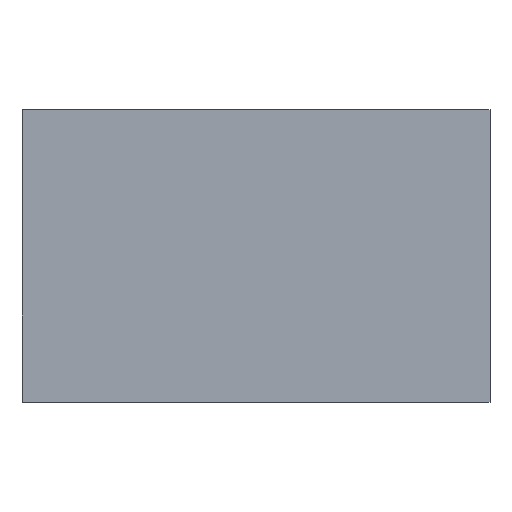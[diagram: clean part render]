
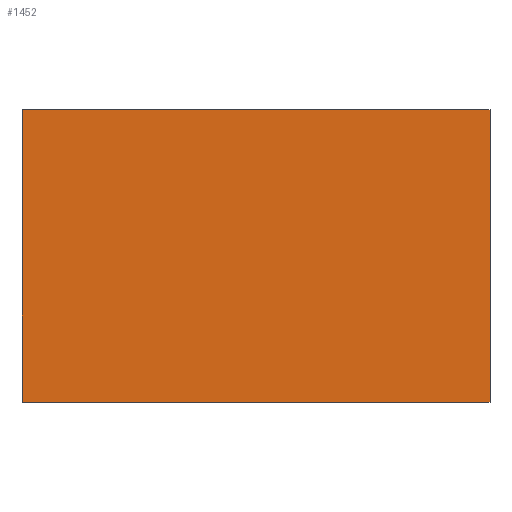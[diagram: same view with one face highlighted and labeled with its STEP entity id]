
A CAD part, top view. The second image highlights one B-rep face of the part: STEP entity #1452.
In plain terms, the highlighted planar face has unit normal (0, 0, 1).
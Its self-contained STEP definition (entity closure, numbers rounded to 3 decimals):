
#216=FACE_OUTER_BOUND('',#298,.T.);
#298=EDGE_LOOP('',(#1331,#1332,#1333,#1334));
#427=LINE('',#2750,#561);
#429=LINE('',#2754,#563);
#431=LINE('',#2758,#565);
#433=LINE('',#2761,#567);
#561=VECTOR('',#1710,10.);
#563=VECTOR('',#1714,10.);
#565=VECTOR('',#1718,10.);
#567=VECTOR('',#1722,10.);
#704=VERTEX_POINT('',#2747);
#705=VERTEX_POINT('',#2749);
#706=VERTEX_POINT('',#2753);
#707=VERTEX_POINT('',#2757);
#911=EDGE_CURVE('',#704,#705,#427,.T.);
#913=EDGE_CURVE('',#705,#706,#429,.T.);
#915=EDGE_CURVE('',#706,#707,#431,.T.);
#917=EDGE_CURVE('',#707,#704,#433,.T.);
#1331=ORIENTED_EDGE('',*,*,#911,.F.);
#1332=ORIENTED_EDGE('',*,*,#917,.F.);
#1333=ORIENTED_EDGE('',*,*,#915,.F.);
#1334=ORIENTED_EDGE('',*,*,#913,.F.);
#1375=PLANE('',#1511);
#1452=ADVANCED_FACE('',(#216),#1375,.T.);
#1511=AXIS2_PLACEMENT_3D('',#2762,#1723,#1724);
#1710=DIRECTION('',(0.,-1.,0.));
#1714=DIRECTION('',(-1.,0.,0.));
#1718=DIRECTION('',(0.,1.,0.));
#1722=DIRECTION('',(1.,0.,0.));
#1723=DIRECTION('center_axis',(0.,0.,1.));
#1724=DIRECTION('ref_axis',(1.,0.,0.));
#2747=CARTESIAN_POINT('',(1.,0.625,0.5));
#2749=CARTESIAN_POINT('',(1.,-0.625,0.5));
#2750=CARTESIAN_POINT('',(1.,0.625,0.5));
#2753=CARTESIAN_POINT('',(-1.,-0.625,0.5));
#2754=CARTESIAN_POINT('',(1.,-0.625,0.5));
#2757=CARTESIAN_POINT('',(-1.,0.625,0.5));
#2758=CARTESIAN_POINT('',(-1.,-0.625,0.5));
#2761=CARTESIAN_POINT('',(-1.,0.625,0.5));
#2762=CARTESIAN_POINT('Origin',(0.,0.,0.5));
